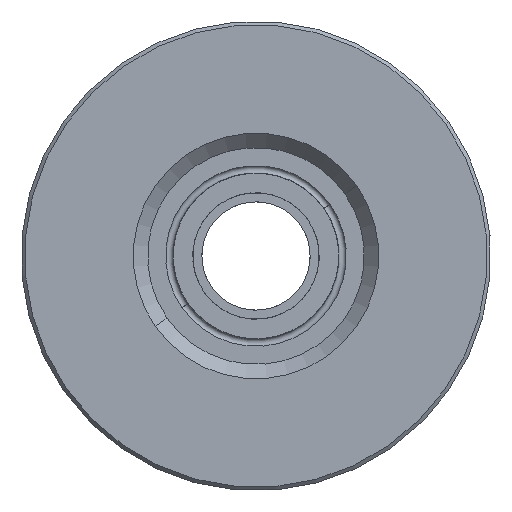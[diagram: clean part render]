
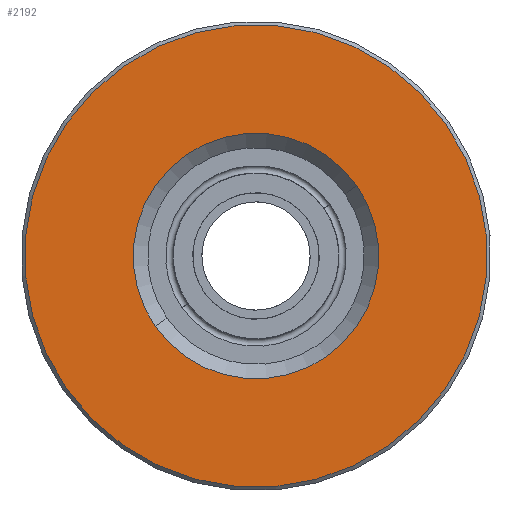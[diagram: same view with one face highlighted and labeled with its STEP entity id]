
A CAD part, front view. The second image highlights one B-rep face of the part: STEP entity #2192.
In plain terms, the highlighted planar face has unit normal (0, -1, 0).
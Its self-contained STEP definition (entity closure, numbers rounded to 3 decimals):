
#162 = EDGE_CURVE ( 'NONE', #1647, #1169, #5491, .T. ) ;
#280 = CIRCLE ( 'NONE', #3770, 6.4 ) ;
#339 = ORIENTED_EDGE ( 'NONE', *, *, #2527, .T. ) ;
#488 = CIRCLE ( 'NONE', #3677, 6.4 ) ;
#539 = DIRECTION ( 'NONE',  ( 0., -1., 0. ) ) ;
#967 = DIRECTION ( 'NONE',  ( 0., 0., 1. ) ) ;
#1136 = CARTESIAN_POINT ( 'NONE',  ( 3., -4.25, 0. ) ) ;
#1169 = VERTEX_POINT ( 'NONE', #3324 ) ;
#1556 = EDGE_CURVE ( 'NONE', #1169, #1647, #2240, .T. ) ;
#1647 = VERTEX_POINT ( 'NONE', #2655 ) ;
#1670 = CARTESIAN_POINT ( 'NONE',  ( 0., -4.25, 6.4 ) ) ;
#1698 = CARTESIAN_POINT ( 'NONE',  ( 0., -4.25, 0. ) ) ;
#1752 = AXIS2_PLACEMENT_3D ( 'NONE', #1136, #6200, #5744 ) ;
#2192 = ADVANCED_FACE ( 'NONE', ( #4532, #4226 ), #4150, .F. ) ;
#2226 = VERTEX_POINT ( 'NONE', #1670 ) ;
#2240 = CIRCLE ( 'NONE', #2666, 3.4 ) ;
#2514 = EDGE_LOOP ( 'NONE', ( #339, #3072 ) ) ;
#2527 = EDGE_CURVE ( 'NONE', #2226, #3563, #280, .T. ) ;
#2655 = CARTESIAN_POINT ( 'NONE',  ( 0., -4.25, 3.4 ) ) ;
#2666 = AXIS2_PLACEMENT_3D ( 'NONE', #1698, #4642, #3102 ) ;
#3046 = EDGE_LOOP ( 'NONE', ( #4724, #4729 ) ) ;
#3072 = ORIENTED_EDGE ( 'NONE', *, *, #4498, .T. ) ;
#3102 = DIRECTION ( 'NONE',  ( 0., 0., 1. ) ) ;
#3324 = CARTESIAN_POINT ( 'NONE',  ( 0., -4.25, -3.4 ) ) ;
#3553 = CARTESIAN_POINT ( 'NONE',  ( 0., -4.25, 0. ) ) ;
#3563 = VERTEX_POINT ( 'NONE', #4746 ) ;
#3572 = DIRECTION ( 'NONE',  ( 0., 0., 1. ) ) ;
#3677 = AXIS2_PLACEMENT_3D ( 'NONE', #3553, #539, #4059 ) ;
#3770 = AXIS2_PLACEMENT_3D ( 'NONE', #5605, #4604, #3572 ) ;
#3980 = DIRECTION ( 'NONE',  ( 0., 1., 0. ) ) ;
#4059 = DIRECTION ( 'NONE',  ( 0., 0., 1. ) ) ;
#4150 = PLANE ( 'NONE',  #1752 ) ;
#4226 = FACE_BOUND ( 'NONE', #3046, .T. ) ;
#4498 = EDGE_CURVE ( 'NONE', #3563, #2226, #488, .T. ) ;
#4532 = FACE_OUTER_BOUND ( 'NONE', #2514, .T. ) ;
#4604 = DIRECTION ( 'NONE',  ( 0., -1., 0. ) ) ;
#4642 = DIRECTION ( 'NONE',  ( 0., 1., 0. ) ) ;
#4724 = ORIENTED_EDGE ( 'NONE', *, *, #1556, .T. ) ;
#4729 = ORIENTED_EDGE ( 'NONE', *, *, #162, .T. ) ;
#4746 = CARTESIAN_POINT ( 'NONE',  ( 0., -4.25, -6.4 ) ) ;
#5491 = CIRCLE ( 'NONE', #6288, 3.4 ) ;
#5605 = CARTESIAN_POINT ( 'NONE',  ( 0., -4.25, 0. ) ) ;
#5744 = DIRECTION ( 'NONE',  ( 0., 0., 1. ) ) ;
#6200 = DIRECTION ( 'NONE',  ( 0., 1., 0. ) ) ;
#6288 = AXIS2_PLACEMENT_3D ( 'NONE', #6506, #3980, #967 ) ;
#6506 = CARTESIAN_POINT ( 'NONE',  ( 0., -4.25, 0. ) ) ;
